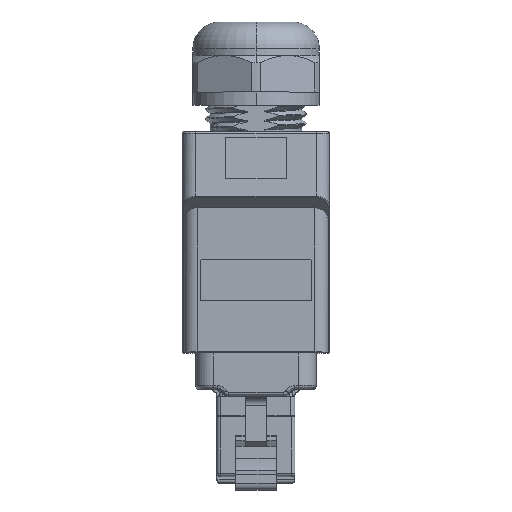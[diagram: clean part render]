
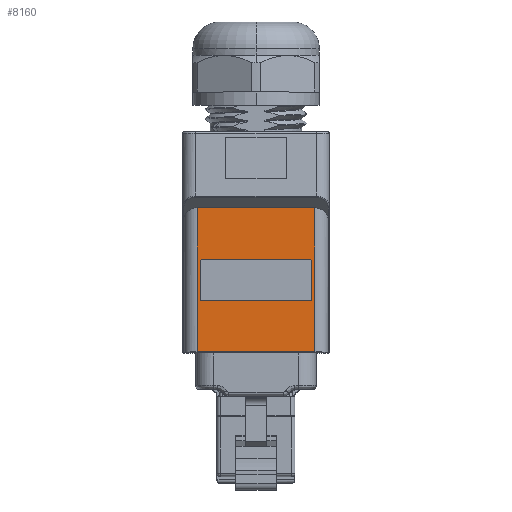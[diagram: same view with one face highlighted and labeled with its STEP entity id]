
A CAD part, top view. The second image highlights one B-rep face of the part: STEP entity #8160.
In plain terms, the highlighted face is planar.
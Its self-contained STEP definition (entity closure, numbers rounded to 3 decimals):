
#7020=CARTESIAN_POINT('',(-36.803,14.593,
1.373));
#7030=DIRECTION('',(-0.,-1.,-0.));
#7040=DIRECTION('',(-1.,0.,0.));
#7050=AXIS2_PLACEMENT_3D('',#7020,#7030,#7040);
#7060=PLANE('',#7050);
#7070=CARTESIAN_POINT('',(-33.898,14.593,
-17.067));
#7080=DIRECTION('',(0.,1.,0.));
#7090=DIRECTION('',(-1.,0.,0.));
#7100=AXIS2_PLACEMENT_3D('',#7070,#7080,#7090);
#7110=CIRCLE('',#7100,0.3);
#7120=CARTESIAN_POINT('',(-33.898,14.593,
-17.367));
#7130=VERTEX_POINT('',#7120);
#7140=CARTESIAN_POINT('',(-34.198,14.593,
-17.067));
#7150=VERTEX_POINT('',#7140);
#7160=EDGE_CURVE('',#7130,#7150,#7110,.T.);
#7170=ORIENTED_EDGE('',*,*,#7160,.F.);
#7180=CARTESIAN_POINT('',(-34.198,14.593,
1.373));
#7190=DIRECTION('',(0.,0.,-1.));
#7200=VECTOR('',#7190,1.);
#7210=LINE('',#7180,#7200);
#7220=CARTESIAN_POINT('',(-34.198,14.593,
-11.467));
#7230=VERTEX_POINT('',#7220);
#7240=EDGE_CURVE('',#7230,#7150,#7210,.T.);
#7250=ORIENTED_EDGE('',*,*,#7240,.T.);
#7260=CARTESIAN_POINT('',(-33.898,14.593,
-11.467));
#7270=DIRECTION('',(0.,1.,0.));
#7280=DIRECTION('',(-1.,0.,0.));
#7290=AXIS2_PLACEMENT_3D('',#7260,#7270,#7280);
#7300=CIRCLE('',#7290,0.3);
#7310=CARTESIAN_POINT('',(-33.898,14.593,
-11.167));
#7320=VERTEX_POINT('',#7310);
#7330=EDGE_CURVE('',#7230,#7320,#7300,.T.);
#7340=ORIENTED_EDGE('',*,*,#7330,.F.);
#7350=CARTESIAN_POINT('',(-23.788,14.593,
-11.167));
#7360=DIRECTION('',(-1.,0.,0.));
#7370=VECTOR('',#7360,1.);
#7380=LINE('',#7350,#7370);
#7390=CARTESIAN_POINT('',(-17.708,14.593,
-11.167));
#7400=VERTEX_POINT('',#7390);
#7410=EDGE_CURVE('',#7400,#7320,#7380,.T.);
#7420=ORIENTED_EDGE('',*,*,#7410,.T.);
#7430=CARTESIAN_POINT('',(-17.708,14.593,
-11.467));
#7440=DIRECTION('',(0.,1.,0.));
#7450=DIRECTION('',(-1.,0.,0.));
#7460=AXIS2_PLACEMENT_3D('',#7430,#7440,#7450);
#7470=CIRCLE('',#7460,0.3);
#7480=CARTESIAN_POINT('',(-17.408,14.593,
-11.467));
#7490=VERTEX_POINT('',#7480);
#7500=EDGE_CURVE('',#7400,#7490,#7470,.T.);
#7510=ORIENTED_EDGE('',*,*,#7500,.F.);
#7520=CARTESIAN_POINT('',(-17.408,14.593,
1.373));
#7530=DIRECTION('',(0.,0.,1.));
#7540=VECTOR('',#7530,1.);
#7550=LINE('',#7520,#7540);
#7560=CARTESIAN_POINT('',(-17.408,14.593,
-17.067));
#7570=VERTEX_POINT('',#7560);
#7580=EDGE_CURVE('',#7570,#7490,#7550,.T.);
#7590=ORIENTED_EDGE('',*,*,#7580,.T.);
#7600=CARTESIAN_POINT('',(-17.708,14.593,
-17.067));
#7610=DIRECTION('',(0.,1.,0.));
#7620=DIRECTION('',(-1.,0.,0.));
#7630=AXIS2_PLACEMENT_3D('',#7600,#7610,#7620);
#7640=CIRCLE('',#7630,0.3);
#7650=CARTESIAN_POINT('',(-17.708,14.593,
-17.367));
#7660=VERTEX_POINT('',#7650);
#7670=EDGE_CURVE('',#7570,#7660,#7640,.T.);
#7680=ORIENTED_EDGE('',*,*,#7670,.F.);
#7690=CARTESIAN_POINT('',(-23.788,14.593,
-17.367));
#7700=DIRECTION('',(1.,0.,0.));
#7710=VECTOR('',#7700,1.);
#7720=LINE('',#7690,#7710);
#7730=EDGE_CURVE('',#7130,#7660,#7720,.T.);
#7740=ORIENTED_EDGE('',*,*,#7730,.T.);
#7750=EDGE_LOOP('',(#7740,#7680,#7590,#7510,#7420,#7340,#7250,#7170));
#7760=FACE_BOUND('',#7750,.T.);
#7770=CARTESIAN_POINT('',(-17.003,14.593,
1.373));
#7780=DIRECTION('',(0.,0.,1.));
#7790=VECTOR('',#7780,1.);
#7800=LINE('',#7770,#7790);
#7810=CARTESIAN_POINT('',(-17.003,14.593,
-24.927));
#7820=VERTEX_POINT('',#7810);
#7830=CARTESIAN_POINT('',(-17.003,14.593,
-3.407));
#7840=VERTEX_POINT('',#7830);
#7850=EDGE_CURVE('',#7820,#7840,#7800,.T.);
#7860=ORIENTED_EDGE('',*,*,#7850,.F.);
#7870=CARTESIAN_POINT('',(-23.788,14.593,
-3.407));
#7880=DIRECTION('',(1.,0.,0.));
#7890=VECTOR('',#7880,1.);
#7900=LINE('',#7870,#7890);
#7910=CARTESIAN_POINT('',(-34.603,14.593,
-3.407));
#7920=VERTEX_POINT('',#7910);
#7930=EDGE_CURVE('',#7920,#7840,#7900,.T.);
#7940=ORIENTED_EDGE('',*,*,#7930,.T.);
#7950=CARTESIAN_POINT('',(-34.603,14.593,
1.373));
#7960=DIRECTION('',(0.,0.,1.));
#7970=VECTOR('',#7960,1.);
#7980=LINE('',#7950,#7970);
#7990=CARTESIAN_POINT('',(-34.603,14.593,
-24.927));
#8000=VERTEX_POINT('',#7990);
#8010=EDGE_CURVE('',#8000,#7920,#7980,.T.);
#8020=ORIENTED_EDGE('',*,*,#8010,.T.);
#8030=CARTESIAN_POINT('',(-34.603,14.593,
-24.927));
#8040=CARTESIAN_POINT('',(-34.593,14.593,
-24.927));
#8050=CARTESIAN_POINT('',(-34.584,14.593,
-24.927));
#8060=CARTESIAN_POINT('',(-28.727,14.593,
-24.927));
#8070=CARTESIAN_POINT('',(-22.879,14.593,
-24.927));
#8080=CARTESIAN_POINT('',(-17.022,14.593,
-24.927));
#8090=CARTESIAN_POINT('',(-17.012,14.593,
-24.927));
#8100=CARTESIAN_POINT('',(-17.003,14.593,
-24.927));
#8110=B_SPLINE_CURVE_WITH_KNOTS('',3,(#8030,#8040,#8050,#8060,#8070,
#8080,#8090,#8100),.UNSPECIFIED.,.F.,.F.,(4,2,2,4),(0.,
0.028,17.572,17.6),.UNSPECIFIED.);
#8120=EDGE_CURVE('',#8000,#7820,#8110,.T.);
#8130=ORIENTED_EDGE('',*,*,#8120,.F.);
#8140=EDGE_LOOP('',(#8130,#8020,#7940,#7860));
#8150=FACE_OUTER_BOUND('',#8140,.T.);
#8160=ADVANCED_FACE('',(#7760,#8150),#7060,.F.);
